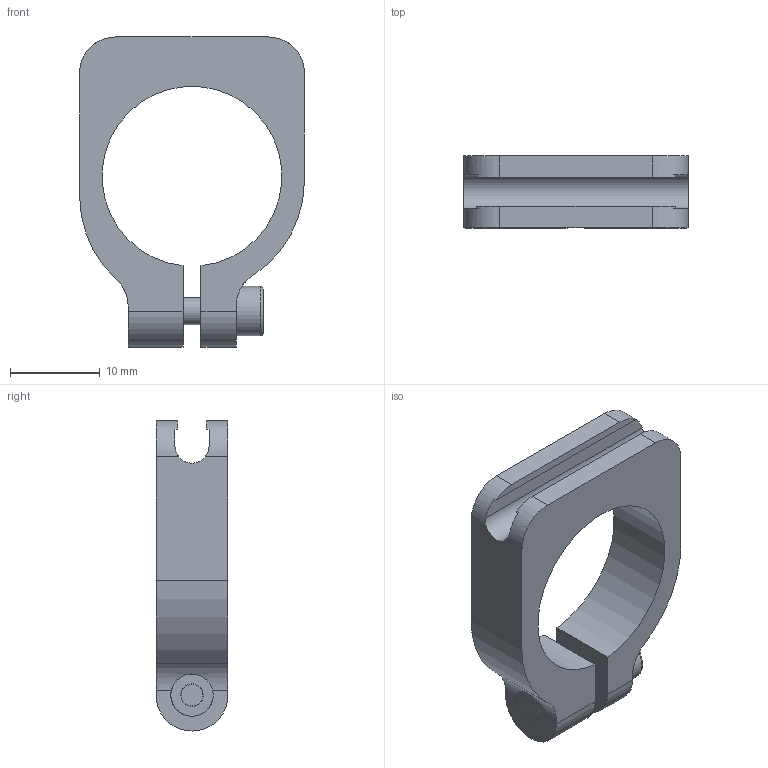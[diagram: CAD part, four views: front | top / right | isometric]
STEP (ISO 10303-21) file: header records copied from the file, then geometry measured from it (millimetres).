
FILE_DESCRIPTION(('STEP AP214'),'1');
FILE_NAME('Sensor.Mounting.Bracket.for.Body.20_SMB.20.P.STEP.stp','2023-03-30T14:20:02',(' '),(' '),'Spatial InterOp 3D',' ',' ');
FILE_SCHEMA(('AUTOMOTIVE_DESIGN { 1 0 10303 214 1 1 1 1 }'));
Length unit declared in the file: millimetre
Products named in the file (4): Sensor.Mounting.Bracket.for.Body.20_SMB.20.P.STEP
Assembly tree (3 placements, depth 2):
  Sensor.Mounting.Bracket.for.Body.20_SMB.20.P.STEP
    Sensor.Mounting.Bracket.for.Body.20_SMB.20.P.STEP
    Sensor.Mounting.Bracket.for.Body.20_SMB.20.P.STEP
    Sensor.Mounting.Bracket.for.Body.20_SMB.20.P.STEP
Bounding box: 25 x 8 x 34.5 mm (x, y, z)
Volume: 2801.5 mm3; surface area: 2858.2 mm2
Topology: 3 solids, 3 shells, 52 faces, 133 edges, 88 vertices
Faces by surface type: plane 28, cylinder 21, torus 2, cone 1
Full cylindrical faces by diameter (mm): 2.5 x1, 3 x1, 3.5 x1, 4.7 x2, 5.5 x1
Entity records: 2219 total; most frequent: CARTESIAN_POINT 348, DIRECTION 276, ORIENTED_EDGE 244, EDGE_CURVE 122, AXIS2_PLACEMENT_3D 104, VERTEX_POINT 86, EDGE_LOOP 68, LINE 68
